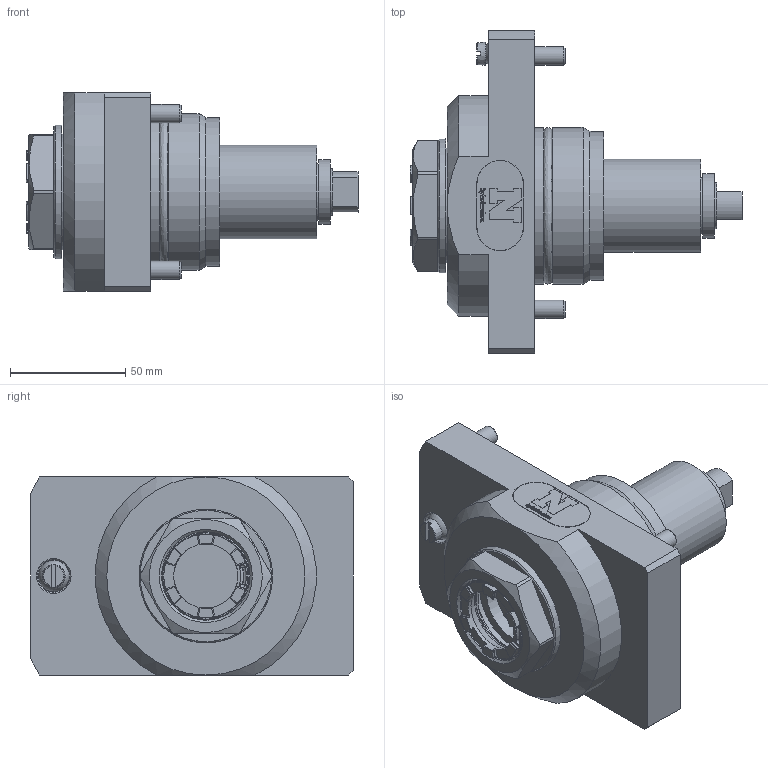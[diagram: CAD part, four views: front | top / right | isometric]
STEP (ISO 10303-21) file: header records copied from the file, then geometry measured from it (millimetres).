
FILE_DESCRIPTION(/* description */ ('8 010 66 086.01'),/* implementation_level */ '2;1');
FILE_NAME(/* name */ '8 010 66 086.01',/* time_stamp */ '2022-02-04T14:47:57+01:00',/* author */ ('heimatec GmbH'),/* organization */ (''),/* preprocessor_version */ 'ST-DEVELOPER v16.7',/* originating_system */ 'Solid Edge',/* authorisation */ 'Unknown');
FILE_SCHEMA (('AUTOMOTIVE_DESIGN {1 0 10303 214 3 1 1}'));
Length unit declared in the file: millimetre
Products named in the file (1): Part8
Bounding box: 144.1 x 140 x 86 mm (x, y, z)
Volume: 547655.9 mm3; surface area: 61933.5 mm2
Topology: 2 solids, 4 shells, 342 faces, 859 edges, 564 vertices
Faces by surface type: plane 193, cylinder 106, cone 32, torus 8, bspline 2, sphere 1
Full cylindrical faces by diameter (mm): 0.425 x1, 0.51 x1, 1.6 x1, 8 x4, 13.7 x1, 14 x1, 20 x2, 27.9 x1, 28 x1, 36.5 x1, 38.376 x2, 40.2 x1, 40.5 x1, 50 x1, 58 x1, 64.538 x1, 65.6 x2, 68 x2
Entity records: 10270 total; most frequent: CARTESIAN_POINT 2373, DIRECTION 1583, ORIENTED_EDGE 1578, EDGE_CURVE 789, AXIS2_PLACEMENT_3D 567, VERTEX_POINT 543, LINE 449, VECTOR 449
